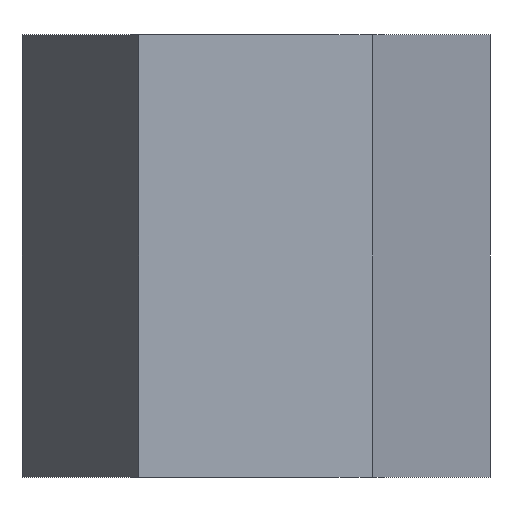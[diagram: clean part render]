
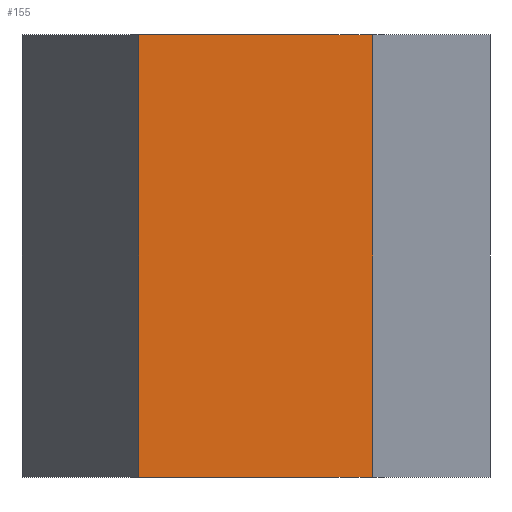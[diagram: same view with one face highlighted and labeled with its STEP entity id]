
A CAD part, front view. The second image highlights one B-rep face of the part: STEP entity #155.
In plain terms, the highlighted planar face has unit normal (0, -1, 0).
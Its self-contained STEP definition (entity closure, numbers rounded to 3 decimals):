
#155=ADVANCED_FACE('',(#6337),#6339,.T.);
#6337=FACE_BOUND('',#6338,.T.);
#6338=EDGE_LOOP('',(#6981,#6982,#6983,#6984));
#6339=PLANE('',#6340);
#6340=AXIS2_PLACEMENT_3D('',#6341,#6342,#6343);
#6341=CARTESIAN_POINT('',(-1.588,-2.75,0.));
#6342=DIRECTION('',(0.,-1.,0.));
#6343=DIRECTION('',(1.,0.,0.));
#6981=ORIENTED_EDGE('',*,*,#7058,.T.);
#6982=ORIENTED_EDGE('',*,*,#7068,.T.);
#6983=ORIENTED_EDGE('',*,*,#7055,.F.);
#6984=ORIENTED_EDGE('',*,*,#7067,.F.);
#7055=EDGE_CURVE('',#7139,#7141,#7142,.T.);
#7058=EDGE_CURVE('',#7147,#7144,#7148,.T.);
#7067=EDGE_CURVE('',#7147,#7139,#7160,.T.);
#7068=EDGE_CURVE('',#7144,#7141,#7161,.T.);
#7139=VERTEX_POINT('',#9556);
#7141=VERTEX_POINT('',#9560);
#7142=LINE('',#9561,#9562);
#7144=VERTEX_POINT('',#9567);
#7147=VERTEX_POINT('',#9572);
#7148=LINE('',#9573,#9574);
#7160=LINE('',#9603,#9604);
#7161=LINE('',#9606,#9607);
#9556=CARTESIAN_POINT('',(-1.588,-2.75,6.));
#9560=CARTESIAN_POINT('',(1.588,-2.75,6.));
#9561=CARTESIAN_POINT('',(-1.588,-2.75,6.));
#9562=VECTOR('',#9563,1.);
#9563=DIRECTION('',(1.,0.,0.));
#9567=CARTESIAN_POINT('',(1.588,-2.75,0.));
#9572=CARTESIAN_POINT('',(-1.588,-2.75,0.));
#9573=CARTESIAN_POINT('',(-1.588,-2.75,0.));
#9574=VECTOR('',#9575,1.);
#9575=DIRECTION('',(1.,0.,0.));
#9603=CARTESIAN_POINT('',(-1.588,-2.75,0.));
#9604=VECTOR('',#9605,1.);
#9605=DIRECTION('',(0.,0.,1.));
#9606=CARTESIAN_POINT('',(1.588,-2.75,0.));
#9607=VECTOR('',#9608,1.);
#9608=DIRECTION('',(0.,0.,1.));
